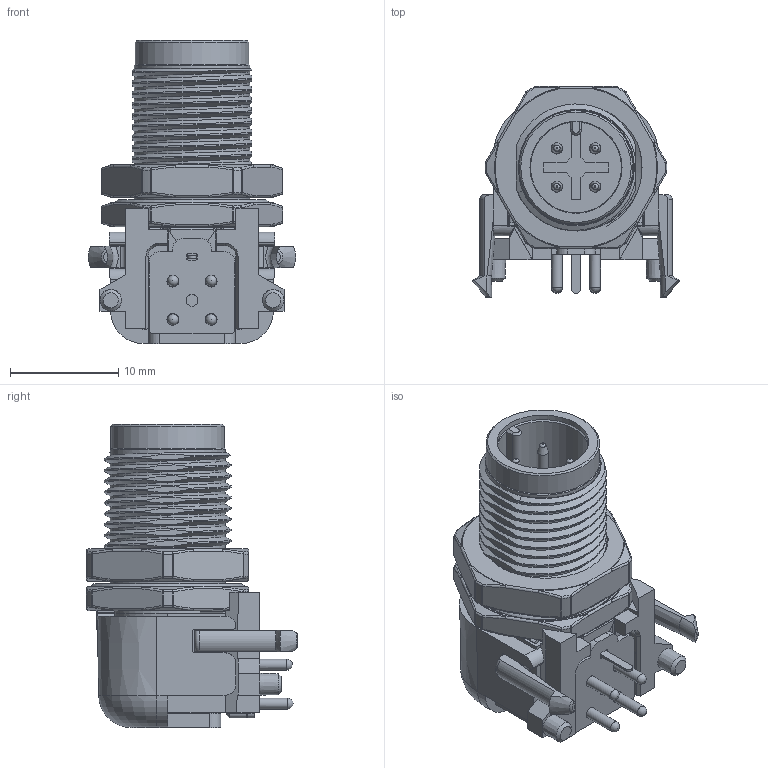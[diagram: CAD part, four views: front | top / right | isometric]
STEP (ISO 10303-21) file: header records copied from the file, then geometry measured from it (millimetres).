
FILE_DESCRIPTION(/* description */ ('Unknown'),/* implementation_level */ '2;1');
FILE_NAME(/* name */ '643270100304',/* time_stamp */ '2026-03-04T15:56:49+01:00',/* author */ ('Unknown'),/* organization */ ('Unknown'),/* preprocessor_version */ 'ST-DEVELOPER v19.4',/* originating_system */ 'Solid Edge',/* authorisation */ 'Unknown');
FILE_SCHEMA (('AUTOMOTIVE_DESIGN {1 0 10303 214 3 1 1}'));
Products named in the file (13): 6432701003xx; 6432701003xx_Pin 1; 6432701003xx_Pin 2; 6432701003xx_Pin 3; 6432701003xx_Pin 4; 6432701003xx_Cover; 6432701003xx_Pin Holder; 6432701003xx_Panel nut; 6432701003xx_Panel O-Ring; 6432701003xx_Shell O-Ring; 6432701003xx_Shell; 6432701003xx_Peg; 643270100304
Assembly tree (12 placements, depth 2):
  6432701003xx
    6432701003xx_Pin 1
    6432701003xx_Pin 2
    6432701003xx_Pin 3
    6432701003xx_Pin 4
    6432701003xx_Cover
    6432701003xx_Pin Holder
    6432701003xx_Panel nut
    6432701003xx_Panel O-Ring
    6432701003xx_Shell O-Ring
    6432701003xx_Shell
    6432701003xx_Peg
    643270100304
Bounding box: 19.2 x 19.5 x 28 mm (x, y, z)
Volume: 2855.1 mm3; surface area: 6164.4 mm2
Topology: 12 solids, 12 shells, 1067 faces, 2639 edges, 1610 vertices
Faces by surface type: plane 403, cylinder 288, sphere 108, torus 91, cone 90, bspline 87
Full cylindrical faces by diameter (mm): 1 x14, 1.1 x5, 1.4 x8, 1.5 x2, 1.7 x2, 1.72 x1, 8.5 x1, 9.2 x1, 9.6 x1, 10 x1, 10.5 x1, 10.65 x12, 12 x1, 14.4 x1
Entity records: 57247 total; most frequent: CARTESIAN_POINT 33303, ORIENTED_EDGE 4912, DIRECTION 4850, EDGE_CURVE 2456, AXIS2_PLACEMENT_3D 1846, VERTEX_POINT 1535, FACE_BOUND 1195, EDGE_LOOP 1193
